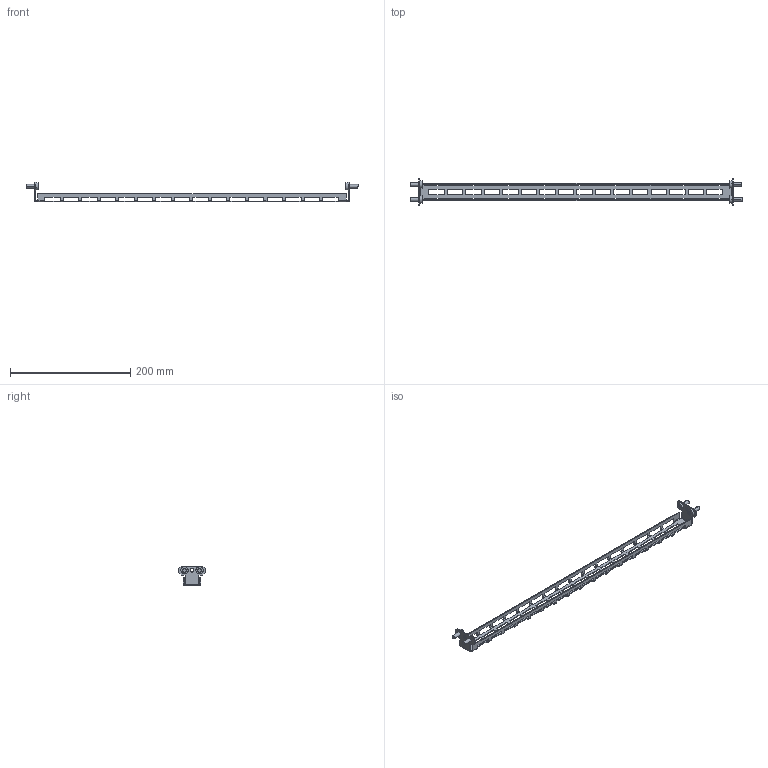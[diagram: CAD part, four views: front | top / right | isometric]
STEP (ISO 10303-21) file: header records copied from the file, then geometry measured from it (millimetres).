
FILE_DESCRIPTION (( 'STEP AP214' ), '1' );
FILE_NAME ('ACR600 Ðåéêà êðåïëåíèÿ êàáåëåé_èçâ0043_08.19.STEP', '2020-11-05T10:55:17', ( '' ), ( '' ), 'SwSTEP 2.0', 'SolidWorks 2019', '' );
FILE_SCHEMA (( 'AUTOMOTIVE_DESIGN' ));
Length unit declared in the file: millimetre
Products named in the file (3): AVT001.00.11.05 Ðåéêà êðåïëåíèÿ êàáåëåé_00; Âèíò ñàìîíàðåçàþùèé Ì6 DIN 7516À_6å16; ACR600 Ðåéêà êðåïëåíèÿ êàáåëåé_èçâ0043_08.19
Assembly tree (5 placements, depth 2):
  ACR600 Ðåéêà êðåïëåíèÿ êàáåëåé_èçâ0043_08.19
    AVT001.00.11.05 Ðåéêà êðåïëåíèÿ êàáåëåé_00
    Âèíò ñàìîíàðåçàþùèé Ì6 DIN 7516À_6å16  x4
Bounding box: 552 x 44 x 33 mm (x, y, z)
Volume: 28515 mm3; surface area: 43578.9 mm2
Topology: 5 solids, 5 shells, 538 faces, 1476 edges, 888 vertices
Faces by surface type: plane 430, cylinder 100, sphere 8
Entity records: 14988 total; most frequent: ORIENTED_EDGE 2628, CARTESIAN_POINT 2577, DIRECTION 2474, EDGE_CURVE 1314, LINE 1120, VECTOR 1120, VERTEX_POINT 780, AXIS2_PLACEMENT_3D 677
